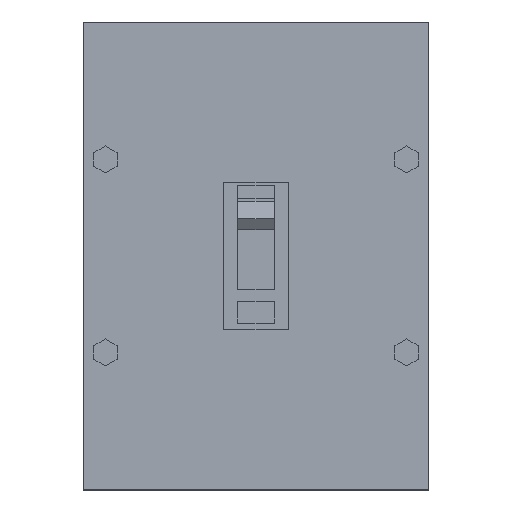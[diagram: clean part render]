
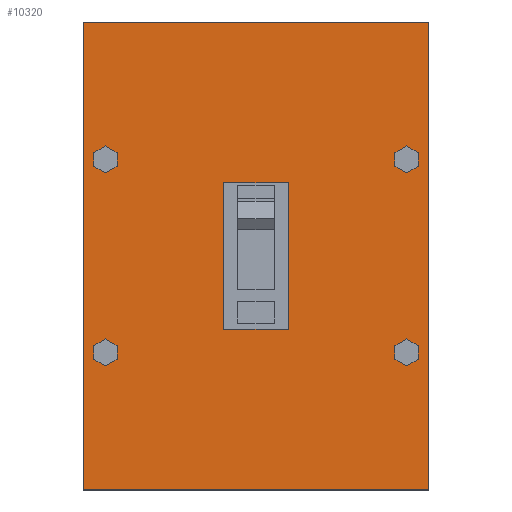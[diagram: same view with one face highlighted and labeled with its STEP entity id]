
A CAD part, top view. The second image highlights one B-rep face of the part: STEP entity #10320.
In plain terms, the highlighted planar face has unit normal (0, 0, 1).
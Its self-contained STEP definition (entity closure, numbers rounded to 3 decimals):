
#7370=CARTESIAN_POINT('',(139.,430.,-4.2));
#7380=VERTEX_POINT('',#7370);
#7430=CARTESIAN_POINT('',(0.,430.,-4.2));
#7440=DIRECTION('',(-1.,0.,0.));
#7450=VECTOR('',#7440,1.);
#7460=LINE('',#7430,#7450);
#7470=CARTESIAN_POINT('',(21.,430.,-4.2));
#7480=VERTEX_POINT('',#7470);
#7490=EDGE_CURVE('',#7380,#7480,#7460,.T.);
#7680=CARTESIAN_POINT('',(140.5,252.,-4.2));
#7690=DIRECTION('',(-0.,-0.,-1.));
#7700=DIRECTION('',(0.,-1.,0.));
#7710=AXIS2_PLACEMENT_3D('',#7680,#7690,#7700);
#7720=PLANE('',#7710);
#7730=CARTESIAN_POINT('',(0.,394.836,-4.2));
#7740=DIRECTION('',(0.866,-0.5,0.));
#7750=VECTOR('',#7740,1.);
#7760=LINE('',#7730,#7750);
#7770=CARTESIAN_POINT('',(24.5,380.691,-4.2));
#7780=VERTEX_POINT('',#7770);
#7790=CARTESIAN_POINT('',(28.5,378.381,-4.2));
#7800=VERTEX_POINT('',#7790);
#7810=EDGE_CURVE('',#7780,#7800,#7760,.T.);
#7820=ORIENTED_EDGE('',*,*,#7810,.F.);
#7830=CARTESIAN_POINT('',(0.,361.927,-4.2));
#7840=DIRECTION('',(0.866,0.5,0.));
#7850=VECTOR('',#7840,1.);
#7860=LINE('',#7830,#7850);
#7870=CARTESIAN_POINT('',(32.5,380.691,-4.2));
#7880=VERTEX_POINT('',#7870);
#7890=EDGE_CURVE('',#7800,#7880,#7860,.T.);
#7900=ORIENTED_EDGE('',*,*,#7890,.F.);
#7910=CARTESIAN_POINT('',(32.5,0.,-4.2));
#7920=DIRECTION('',(0.,1.,0.));
#7930=VECTOR('',#7920,1.);
#7940=LINE('',#7910,#7930);
#7950=CARTESIAN_POINT('',(32.5,385.309,-4.2));
#7960=VERTEX_POINT('',#7950);
#7970=EDGE_CURVE('',#7880,#7960,#7940,.T.);
#7980=ORIENTED_EDGE('',*,*,#7970,.F.);
#7990=CARTESIAN_POINT('',(0.,404.073,-4.2));
#8000=DIRECTION('',(-0.866,0.5,0.));
#8010=VECTOR('',#8000,1.);
#8020=LINE('',#7990,#8010);
#8030=CARTESIAN_POINT('',(28.5,387.619,-4.2));
#8040=VERTEX_POINT('',#8030);
#8050=EDGE_CURVE('',#7960,#8040,#8020,.T.);
#8060=ORIENTED_EDGE('',*,*,#8050,.F.);
#8070=CARTESIAN_POINT('',(0.,371.164,-4.2));
#8080=DIRECTION('',(-0.866,-0.5,0.));
#8090=VECTOR('',#8080,1.);
#8100=LINE('',#8070,#8090);
#8110=CARTESIAN_POINT('',(24.5,385.309,-4.2));
#8120=VERTEX_POINT('',#8110);
#8130=EDGE_CURVE('',#8040,#8120,#8100,.T.);
#8140=ORIENTED_EDGE('',*,*,#8130,.F.);
#8150=CARTESIAN_POINT('',(24.5,0.,-4.2));
#8160=DIRECTION('',(0.,-1.,0.));
#8170=VECTOR('',#8160,1.);
#8180=LINE('',#8150,#8170);
#8190=EDGE_CURVE('',#8120,#7780,#8180,.T.);
#8200=ORIENTED_EDGE('',*,*,#8190,.F.);
#8210=EDGE_LOOP('',(#8200,#8140,#8060,#7980,#7900,#7820));
#8220=FACE_BOUND('',#8210,.T.);
#8230=CARTESIAN_POINT('',(91.,0.,-4.2));
#8240=DIRECTION('',(0.,1.,0.));
#8250=VECTOR('',#8240,1.);
#8260=LINE('',#8230,#8250);
#8270=CARTESIAN_POINT('',(91.,325.,-4.2));
#8280=VERTEX_POINT('',#8270);
#8290=CARTESIAN_POINT('',(91.,375.,-4.2));
#8300=VERTEX_POINT('',#8290);
#8310=EDGE_CURVE('',#8280,#8300,#8260,.T.);
#8320=ORIENTED_EDGE('',*,*,#8310,.F.);
#8330=CARTESIAN_POINT('',(0.,375.,-4.2));
#8340=DIRECTION('',(1.,0.,0.));
#8350=VECTOR('',#8340,1.);
#8360=LINE('',#8330,#8350);
#8370=CARTESIAN_POINT('',(69.,375.,-4.2));
#8380=VERTEX_POINT('',#8370);
#8390=EDGE_CURVE('',#8380,#8300,#8360,.T.);
#8400=ORIENTED_EDGE('',*,*,#8390,.T.);
#8410=CARTESIAN_POINT('',(69.,0.,-4.2));
#8420=DIRECTION('',(0.,-1.,0.));
#8430=VECTOR('',#8420,1.);
#8440=LINE('',#8410,#8430);
#8450=CARTESIAN_POINT('',(69.,325.,-4.2));
#8460=VERTEX_POINT('',#8450);
#8470=EDGE_CURVE('',#8380,#8460,#8440,.T.);
#8480=ORIENTED_EDGE('',*,*,#8470,.F.);
#8490=CARTESIAN_POINT('',(0.,325.,-4.2));
#8500=DIRECTION('',(-1.,0.,0.));
#8510=VECTOR('',#8500,1.);
#8520=LINE('',#8490,#8510);
#8530=EDGE_CURVE('',#8280,#8460,#8520,.T.);
#8540=ORIENTED_EDGE('',*,*,#8530,.T.);
#8550=EDGE_LOOP('',(#8540,#8480,#8400,#8320));
#8560=FACE_BOUND('',#8550,.T.);
#8570=CARTESIAN_POINT('',(0.,245.697,-4.2));
#8580=DIRECTION('',(-0.866,-0.5,0.));
#8590=VECTOR('',#8580,1.);
#8600=LINE('',#8570,#8590);
#8610=CARTESIAN_POINT('',(131.5,321.619,-4.2));
#8620=VERTEX_POINT('',#8610);
#8630=CARTESIAN_POINT('',(127.5,319.309,-4.2));
#8640=VERTEX_POINT('',#8630);
#8650=EDGE_CURVE('',#8620,#8640,#8600,.T.);
#8660=ORIENTED_EDGE('',*,*,#8650,.F.);
#8670=CARTESIAN_POINT('',(127.5,0.,-4.2));
#8680=DIRECTION('',(0.,-1.,0.));
#8690=VECTOR('',#8680,1.);
#8700=LINE('',#8670,#8690);
#8710=CARTESIAN_POINT('',(127.5,314.691,-4.2));
#8720=VERTEX_POINT('',#8710);
#8730=EDGE_CURVE('',#8640,#8720,#8700,.T.);
#8740=ORIENTED_EDGE('',*,*,#8730,.F.);
#8750=CARTESIAN_POINT('',(0.,388.303,-4.2));
#8760=DIRECTION('',(0.866,-0.5,0.));
#8770=VECTOR('',#8760,1.);
#8780=LINE('',#8750,#8770);
#8790=CARTESIAN_POINT('',(131.5,312.381,-4.2));
#8800=VERTEX_POINT('',#8790);
#8810=EDGE_CURVE('',#8720,#8800,#8780,.T.);
#8820=ORIENTED_EDGE('',*,*,#8810,.F.);
#8830=CARTESIAN_POINT('',(0.,236.459,-4.2));
#8840=DIRECTION('',(0.866,0.5,0.));
#8850=VECTOR('',#8840,1.);
#8860=LINE('',#8830,#8850);
#8870=CARTESIAN_POINT('',(135.5,314.691,-4.2));
#8880=VERTEX_POINT('',#8870);
#8890=EDGE_CURVE('',#8800,#8880,#8860,.T.);
#8900=ORIENTED_EDGE('',*,*,#8890,.F.);
#8910=CARTESIAN_POINT('',(135.5,0.,-4.2));
#8920=DIRECTION('',(0.,1.,0.));
#8930=VECTOR('',#8920,1.);
#8940=LINE('',#8910,#8930);
#8950=CARTESIAN_POINT('',(135.5,319.309,-4.2));
#8960=VERTEX_POINT('',#8950);
#8970=EDGE_CURVE('',#8880,#8960,#8940,.T.);
#8980=ORIENTED_EDGE('',*,*,#8970,.F.);
#8990=CARTESIAN_POINT('',(0.,397.54,-4.2));
#9000=DIRECTION('',(-0.866,0.5,0.));
#9010=VECTOR('',#9000,1.);
#9020=LINE('',#8990,#9010);
#9030=EDGE_CURVE('',#8960,#8620,#9020,.T.);
#9040=ORIENTED_EDGE('',*,*,#9030,.F.);
#9050=EDGE_LOOP('',(#9040,#8980,#8900,#8820,#8740,#8660));
#9060=FACE_BOUND('',#9050,.T.);
#9070=CARTESIAN_POINT('',(0.,328.836,-4.2));
#9080=DIRECTION('',(0.866,-0.5,0.));
#9090=VECTOR('',#9080,1.);
#9100=LINE('',#9070,#9090);
#9110=CARTESIAN_POINT('',(24.5,314.691,-4.2));
#9120=VERTEX_POINT('',#9110);
#9130=CARTESIAN_POINT('',(28.5,312.381,-4.2));
#9140=VERTEX_POINT('',#9130);
#9150=EDGE_CURVE('',#9120,#9140,#9100,.T.);
#9160=ORIENTED_EDGE('',*,*,#9150,.F.);
#9170=CARTESIAN_POINT('',(0.,295.927,-4.2));
#9180=DIRECTION('',(0.866,0.5,0.));
#9190=VECTOR('',#9180,1.);
#9200=LINE('',#9170,#9190);
#9210=CARTESIAN_POINT('',(32.5,314.691,-4.2));
#9220=VERTEX_POINT('',#9210);
#9230=EDGE_CURVE('',#9140,#9220,#9200,.T.);
#9240=ORIENTED_EDGE('',*,*,#9230,.F.);
#9250=CARTESIAN_POINT('',(32.5,0.,-4.2));
#9260=DIRECTION('',(0.,1.,0.));
#9270=VECTOR('',#9260,1.);
#9280=LINE('',#9250,#9270);
#9290=CARTESIAN_POINT('',(32.5,319.309,-4.2));
#9300=VERTEX_POINT('',#9290);
#9310=EDGE_CURVE('',#9220,#9300,#9280,.T.);
#9320=ORIENTED_EDGE('',*,*,#9310,.F.);
#9330=CARTESIAN_POINT('',(0.,338.073,-4.2));
#9340=DIRECTION('',(-0.866,0.5,0.));
#9350=VECTOR('',#9340,1.);
#9360=LINE('',#9330,#9350);
#9370=CARTESIAN_POINT('',(28.5,321.619,-4.2));
#9380=VERTEX_POINT('',#9370);
#9390=EDGE_CURVE('',#9300,#9380,#9360,.T.);
#9400=ORIENTED_EDGE('',*,*,#9390,.F.);
#9410=CARTESIAN_POINT('',(0.,305.164,-4.2));
#9420=DIRECTION('',(-0.866,-0.5,0.));
#9430=VECTOR('',#9420,1.);
#9440=LINE('',#9410,#9430);
#9450=CARTESIAN_POINT('',(24.5,319.309,-4.2));
#9460=VERTEX_POINT('',#9450);
#9470=EDGE_CURVE('',#9380,#9460,#9440,.T.);
#9480=ORIENTED_EDGE('',*,*,#9470,.F.);
#9490=CARTESIAN_POINT('',(24.5,0.,-4.2));
#9500=DIRECTION('',(0.,-1.,0.));
#9510=VECTOR('',#9500,1.);
#9520=LINE('',#9490,#9510);
#9530=EDGE_CURVE('',#9460,#9120,#9520,.T.);
#9540=ORIENTED_EDGE('',*,*,#9530,.F.);
#9550=EDGE_LOOP('',(#9540,#9480,#9400,#9320,#9240,#9160));
#9560=FACE_BOUND('',#9550,.T.);
#9570=CARTESIAN_POINT('',(0.,454.303,-4.2));
#9580=DIRECTION('',(0.866,-0.5,0.));
#9590=VECTOR('',#9580,1.);
#9600=LINE('',#9570,#9590);
#9610=CARTESIAN_POINT('',(127.5,380.691,-4.2));
#9620=VERTEX_POINT('',#9610);
#9630=CARTESIAN_POINT('',(131.5,378.381,-4.2));
#9640=VERTEX_POINT('',#9630);
#9650=EDGE_CURVE('',#9620,#9640,#9600,.T.);
#9660=ORIENTED_EDGE('',*,*,#9650,.F.);
#9670=CARTESIAN_POINT('',(0.,302.459,-4.2));
#9680=DIRECTION('',(0.866,0.5,0.));
#9690=VECTOR('',#9680,1.);
#9700=LINE('',#9670,#9690);
#9710=CARTESIAN_POINT('',(135.5,380.691,-4.2));
#9720=VERTEX_POINT('',#9710);
#9730=EDGE_CURVE('',#9640,#9720,#9700,.T.);
#9740=ORIENTED_EDGE('',*,*,#9730,.F.);
#9750=CARTESIAN_POINT('',(135.5,0.,-4.2));
#9760=DIRECTION('',(0.,1.,0.));
#9770=VECTOR('',#9760,1.);
#9780=LINE('',#9750,#9770);
#9790=CARTESIAN_POINT('',(135.5,385.309,-4.2));
#9800=VERTEX_POINT('',#9790);
#9810=EDGE_CURVE('',#9720,#9800,#9780,.T.);
#9820=ORIENTED_EDGE('',*,*,#9810,.F.);
#9830=CARTESIAN_POINT('',(0.,463.54,-4.2));
#9840=DIRECTION('',(-0.866,0.5,0.));
#9850=VECTOR('',#9840,1.);
#9860=LINE('',#9830,#9850);
#9870=CARTESIAN_POINT('',(131.5,387.619,-4.2));
#9880=VERTEX_POINT('',#9870);
#9890=EDGE_CURVE('',#9800,#9880,#9860,.T.);
#9900=ORIENTED_EDGE('',*,*,#9890,.F.);
#9910=CARTESIAN_POINT('',(0.,311.697,-4.2));
#9920=DIRECTION('',(-0.866,-0.5,0.));
#9930=VECTOR('',#9920,1.);
#9940=LINE('',#9910,#9930);
#9950=CARTESIAN_POINT('',(127.5,385.309,-4.2));
#9960=VERTEX_POINT('',#9950);
#9970=EDGE_CURVE('',#9880,#9960,#9940,.T.);
#9980=ORIENTED_EDGE('',*,*,#9970,.F.);
#9990=CARTESIAN_POINT('',(127.5,0.,-4.2));
#10000=DIRECTION('',(0.,-1.,0.));
#10010=VECTOR('',#10000,1.);
#10020=LINE('',#9990,#10010);
#10030=EDGE_CURVE('',#9960,#9620,#10020,.T.);
#10040=ORIENTED_EDGE('',*,*,#10030,.F.);
#10050=EDGE_LOOP('',(#10040,#9980,#9900,#9820,#9740,#9660));
#10060=FACE_BOUND('',#10050,.T.);
#10070=CARTESIAN_POINT('',(139.,448.,-4.2));
#10080=DIRECTION('',(0.,-1.,0.));
#10090=VECTOR('',#10080,1.);
#10100=LINE('',#10070,#10090);
#10110=CARTESIAN_POINT('',(139.,270.,-4.2));
#10120=VERTEX_POINT('',#10110);
#10130=EDGE_CURVE('',#7380,#10120,#10100,.T.);
#10140=ORIENTED_EDGE('',*,*,#10130,.F.);
#10150=CARTESIAN_POINT('',(0.,270.,-4.2));
#10160=DIRECTION('',(-1.,0.,0.));
#10170=VECTOR('',#10160,1.);
#10180=LINE('',#10150,#10170);
#10190=CARTESIAN_POINT('',(21.,270.,-4.2));
#10200=VERTEX_POINT('',#10190);
#10210=EDGE_CURVE('',#10120,#10200,#10180,.T.);
#10220=ORIENTED_EDGE('',*,*,#10210,.F.);
#10230=CARTESIAN_POINT('',(21.,0.,-4.2));
#10240=DIRECTION('',(0.,-1.,0.));
#10250=VECTOR('',#10240,1.);
#10260=LINE('',#10230,#10250);
#10270=EDGE_CURVE('',#7480,#10200,#10260,.T.);
#10280=ORIENTED_EDGE('',*,*,#10270,.T.);
#10290=ORIENTED_EDGE('',*,*,#7490,.T.);
#10300=EDGE_LOOP('',(#10290,#10280,#10220,#10140));
#10310=FACE_OUTER_BOUND('',#10300,.T.);
#10320=ADVANCED_FACE('',(#8220,#8560,#9060,#9560,#10060,#10310),#7720,
.F.);
